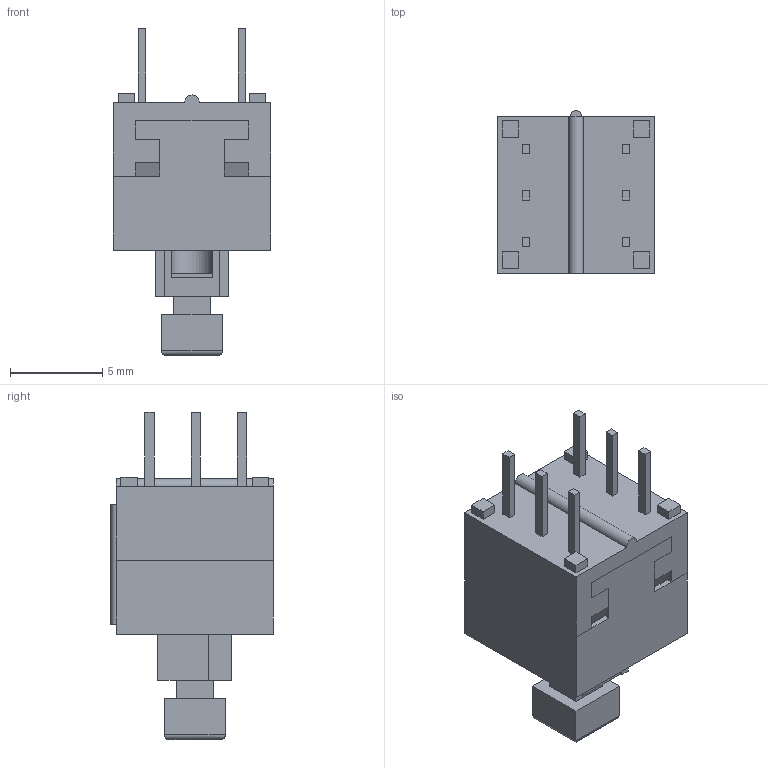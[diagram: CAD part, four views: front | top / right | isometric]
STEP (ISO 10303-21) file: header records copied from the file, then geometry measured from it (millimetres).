
FILE_DESCRIPTION(/* description */ (''),/* implementation_level */ '2;1');
FILE_NAME(/* name */ 'TL2202xxYA.stp',/* time_stamp */ '2025-06-04T10:54:39-05:00',/* author */ ('mroman'),/* organization */ (''),/* preprocessor_version */ 'ST-DEVELOPER v18.1',/* originating_system */ 'Autodesk Inventor 2022',/* authorisation */ '');
FILE_SCHEMA (('AUTOMOTIVE_DESIGN { 1 0 10303 214 3 1 1 }'));
Length unit declared in the file: centimetre
Products named in the file (1): TL2202xxYA
Bounding box: 8.5 x 8.8 x 17.7 mm (x, y, z)
Volume: 408.2 mm3; surface area: 1055.8 mm2
Topology: 1 solids, 1 shells, 216 faces, 581 edges, 384 vertices
Faces by surface type: plane 207, cylinder 9
Entity records: 6662 total; most frequent: CARTESIAN_POINT 1182, ORIENTED_EDGE 1162, DIRECTION 1029, EDGE_CURVE 581, LINE 567, VECTOR 567, VERTEX_POINT 384, EDGE_LOOP 237
